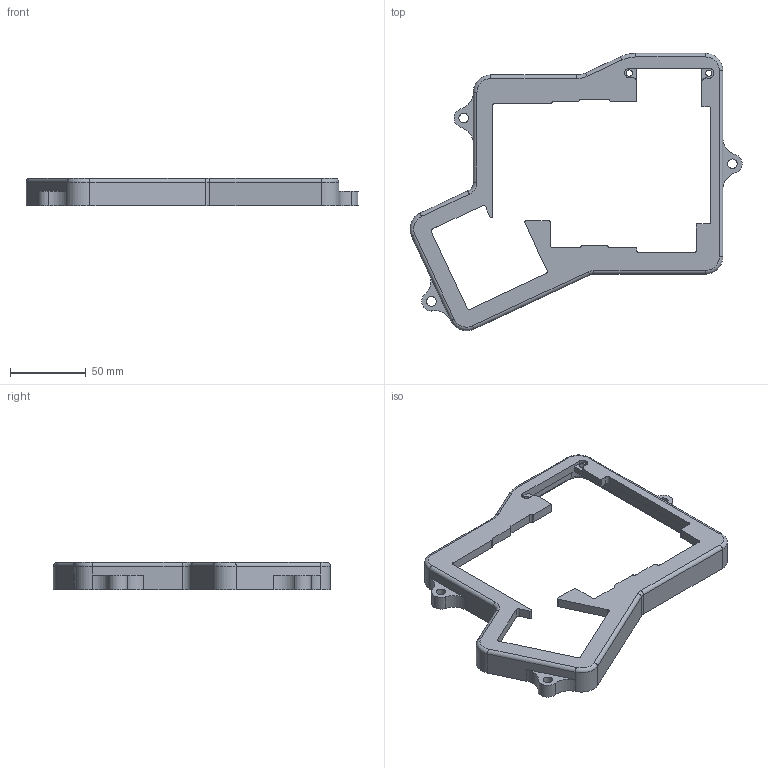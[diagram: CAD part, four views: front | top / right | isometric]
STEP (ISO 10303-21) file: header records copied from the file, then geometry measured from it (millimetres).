
FILE_DESCRIPTION(/* description */ (''),/* implementation_level */ '2;1');
FILE_NAME(/* name */ 'Top Case.stp',/* time_stamp */ '2016-04-24T18:48:14-07:00',/* author */ ('Josh'),/* organization */ (''),/* preprocessor_version */ 'ST-DEVELOPER v15.6',/* originating_system */ 'Autodesk Inventor 2015',/* authorisation */ '');
FILE_SCHEMA (('AUTOMOTIVE_DESIGN { 1 0 10303 214 3 1 1 }'));
Length unit declared in the file: inch
Products named in the file (1): Solid Top Case
Bounding box: 219.36 x 183.19 x 17.84 mm (x, y, z)
Volume: 89722.6 mm3; surface area: 43809.3 mm2
Topology: 1 solids, 1 shells, 173 faces, 479 edges, 315 vertices
Faces by surface type: cylinder 90, plane 74, torus 9
Full cylindrical faces by diameter (mm): 4.166 x9, 6.35 x3
Entity records: 5506 total; most frequent: DIRECTION 998, CARTESIAN_POINT 942, ORIENTED_EDGE 920, EDGE_CURVE 460, AXIS2_PLACEMENT_3D 364, VERTEX_POINT 308, LINE 270, VECTOR 270
